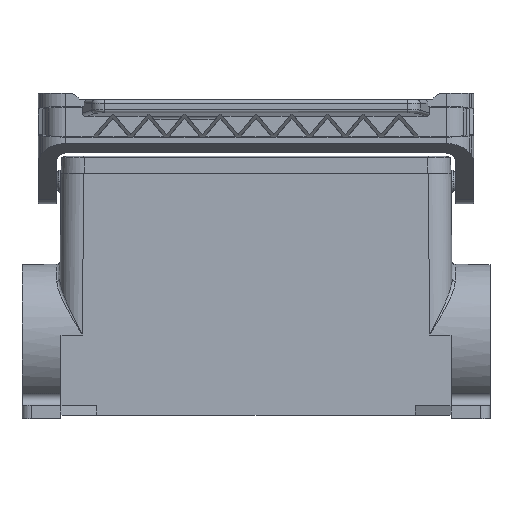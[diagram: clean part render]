
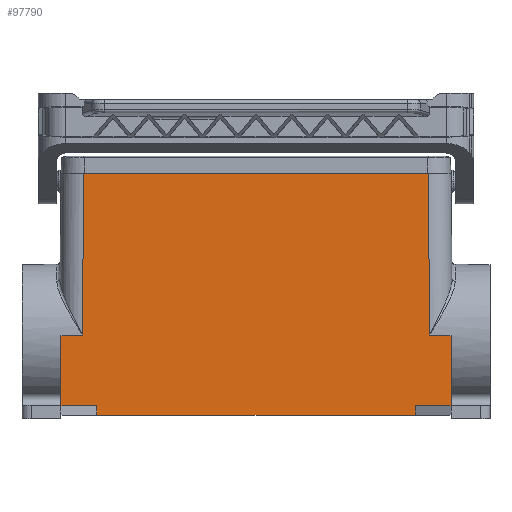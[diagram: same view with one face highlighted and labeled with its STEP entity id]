
A CAD part, front view. The second image highlights one B-rep face of the part: STEP entity #97790.
In plain terms, the highlighted face is planar.
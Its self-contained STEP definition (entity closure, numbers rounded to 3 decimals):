
#600=CARTESIAN_POINT('',(113.319,61.705,74.5));
#610=VERTEX_POINT('',#600);
#1450=CARTESIAN_POINT('',(7.318,61.705,74.5));
#1460=VERTEX_POINT('',#1450);
#1490=CARTESIAN_POINT('',(120.637,61.705,74.5));
#1500=DIRECTION('',(1.,0.,0.));
#1510=VECTOR('',#1500,1.);
#1520=LINE('',#1490,#1510);
#1530=EDGE_CURVE('',#1460,#610,#1520,.T.);
#42820=CARTESIAN_POINT('',(120.319,62.329,3.)
);
#42830=VERTEX_POINT('',#42820);
#42860=CARTESIAN_POINT('',(0.,62.329,3.));
#42870=DIRECTION('',(-1.,0.,0.));
#42880=VECTOR('',#42870,1.);
#42890=LINE('',#42860,#42880);
#42900=CARTESIAN_POINT('',(109.275,62.329,
3.));
#42910=VERTEX_POINT('',#42900);
#42920=EDGE_CURVE('',#42830,#42910,#42890,.T.);
#61490=CARTESIAN_POINT('',(113.754,62.14,
24.691));
#61500=VERTEX_POINT('',#61490);
#62900=CARTESIAN_POINT('',(113.968,62.355,
0.061));
#62910=DIRECTION('',(-0.009,-0.009,
1.));
#62920=VECTOR('',#62910,1.);
#62930=LINE('',#62900,#62920);
#62940=EDGE_CURVE('',#61500,#610,#62930,.T.);
#72400=CARTESIAN_POINT('',(6.884,62.14,
24.691));
#72410=VERTEX_POINT('',#72400);
#72440=CARTESIAN_POINT('',(6.669,62.355,
0.061));
#72450=DIRECTION('',(0.009,-0.009,
1.));
#72460=VECTOR('',#72450,1.);
#72470=LINE('',#72440,#72460);
#72480=EDGE_CURVE('',#72410,#1460,#72470,.T.);
#73320=CARTESIAN_POINT('',(109.32,62.355,
0.));
#73330=VERTEX_POINT('',#73320);
#73380=CARTESIAN_POINT('',(109.32,62.355,0.));
#73390=DIRECTION('',(0.015,0.009,
-1.));
#73400=VECTOR('',#73390,1.);
#73410=LINE('',#73380,#73400);
#73420=EDGE_CURVE('',#42910,#73330,#73410,.T.);
#74680=CARTESIAN_POINT('',(11.317,62.355,
0.));
#74690=VERTEX_POINT('',#74680);
#75960=CARTESIAN_POINT('',(0.,62.355,0.));
#75970=DIRECTION('',(1.,0.,0.));
#75980=VECTOR('',#75970,1.);
#75990=LINE('',#75960,#75980);
#76000=EDGE_CURVE('',#74690,#73330,#75990,.T.);
#87610=CARTESIAN_POINT('',(6.882,62.141,24.5));
#87620=VERTEX_POINT('',#87610);
#87630=EDGE_CURVE('',#87620,#72410,#72470,.T.);
#91530=CARTESIAN_POINT('',(120.319,62.141,24.5));
#91540=VERTEX_POINT('',#91530);
#91570=CARTESIAN_POINT('',(120.319,62.355,0.));
#91580=DIRECTION('',(-0.,0.009,-1.));
#91590=VECTOR('',#91580,1.);
#91600=LINE('',#91570,#91590);
#91610=EDGE_CURVE('',#91540,#42830,#91600,.T.);
#95610=CARTESIAN_POINT('',(113.755,62.141,24.5));
#95620=VERTEX_POINT('',#95610);
#95650=CARTESIAN_POINT('',(0.,62.141,24.5));
#95660=DIRECTION('',(1.,-0.,0.));
#95670=VECTOR('',#95660,1.);
#95680=LINE('',#95650,#95670);
#95690=EDGE_CURVE('',#95620,#91540,#95680,.T.);
#97310=CARTESIAN_POINT('',(120.319,62.355,
0.003));
#97320=DIRECTION('',(-0.,-1.,-0.009));
#97330=DIRECTION('',(-1.,0.,0.));
#97340=AXIS2_PLACEMENT_3D('',#97310,#97320,#97330);
#97350=PLANE('',#97340);
#97360=ORIENTED_EDGE('',*,*,#95690,.T.);
#97370=EDGE_CURVE('',#95620,#61500,#62930,.T.);
#97380=ORIENTED_EDGE('',*,*,#97370,.F.);
#97390=ORIENTED_EDGE('',*,*,#62940,.F.);
#97400=ORIENTED_EDGE('',*,*,#1530,.T.);
#97410=ORIENTED_EDGE('',*,*,#72480,.T.);
#97420=ORIENTED_EDGE('',*,*,#87630,.T.);
#97430=CARTESIAN_POINT('',(0.,62.141,24.5));
#97440=DIRECTION('',(-1.,-0.,0.));
#97450=VECTOR('',#97440,1.);
#97460=LINE('',#97430,#97450);
#97470=CARTESIAN_POINT('',(0.319,62.141,24.5));
#97480=VERTEX_POINT('',#97470);
#97490=EDGE_CURVE('',#87620,#97480,#97460,.T.);
#97500=ORIENTED_EDGE('',*,*,#97490,.F.);
#97510=CARTESIAN_POINT('',(0.319,62.355,0.));
#97520=DIRECTION('',(-0.,0.009,-1.));
#97530=VECTOR('',#97520,1.);
#97540=LINE('',#97510,#97530);
#97550=CARTESIAN_POINT('',(0.319,62.329,
3.));
#97560=VERTEX_POINT('',#97550);
#97570=EDGE_CURVE('',#97480,#97560,#97540,.T.);
#97580=ORIENTED_EDGE('',*,*,#97570,.F.);
#97590=CARTESIAN_POINT('',(0.,62.329,3.));
#97600=DIRECTION('',(1.,0.,0.));
#97610=VECTOR('',#97600,1.);
#97620=LINE('',#97590,#97610);
#97630=CARTESIAN_POINT('',(11.362,62.329,
3.));
#97640=VERTEX_POINT('',#97630);
#97650=EDGE_CURVE('',#97560,#97640,#97620,.T.);
#97660=ORIENTED_EDGE('',*,*,#97650,.F.);
#97670=CARTESIAN_POINT('',(11.317,62.355,
0.));
#97680=DIRECTION('',(-0.015,0.009,
-1.));
#97690=VECTOR('',#97680,1.);
#97700=LINE('',#97670,#97690);
#97710=EDGE_CURVE('',#97640,#74690,#97700,.T.);
#97720=ORIENTED_EDGE('',*,*,#97710,.F.);
#97730=ORIENTED_EDGE('',*,*,#76000,.F.);
#97740=ORIENTED_EDGE('',*,*,#73420,.T.);
#97750=ORIENTED_EDGE('',*,*,#42920,.T.);
#97760=ORIENTED_EDGE('',*,*,#91610,.T.);
#97770=EDGE_LOOP('',(#97760,#97750,#97740,#97730,#97720,#97660,#97580,
#97500,#97420,#97410,#97400,#97390,#97380,#97360));
#97780=FACE_OUTER_BOUND('',#97770,.T.);
#97790=ADVANCED_FACE('',(#97780),#97350,.F.);
